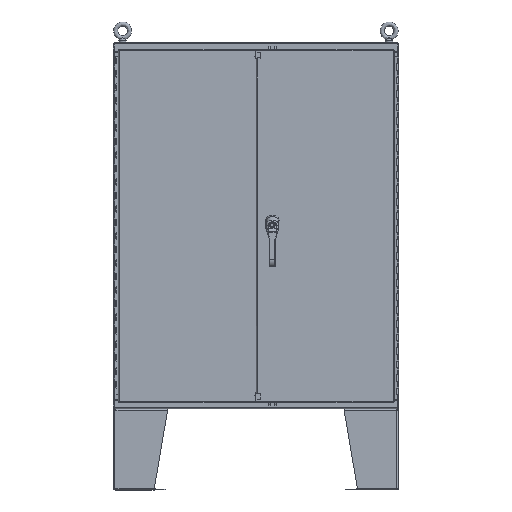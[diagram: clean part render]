
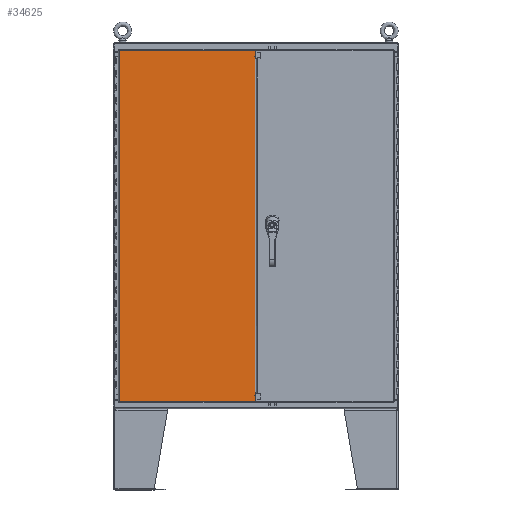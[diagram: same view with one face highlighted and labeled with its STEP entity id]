
A CAD part, top view. The second image highlights one B-rep face of the part: STEP entity #34625.
In plain terms, the highlighted planar face has unit normal (0, 0, 1).
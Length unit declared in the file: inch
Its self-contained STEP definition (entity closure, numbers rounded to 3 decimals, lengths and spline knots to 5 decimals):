
#145 = DIRECTION ( 'NONE',  ( 0., -1., 0. ) ) ;
#1262 = LINE ( 'NONE', #53631, #48167 ) ;
#1285 = DIRECTION ( 'NONE',  ( 0., 0., -1. ) ) ;
#1308 = AXIS2_PLACEMENT_3D ( 'NONE', #19792, #1285, #1489 ) ;
#1405 = EDGE_CURVE ( 'NONE', #35503, #20973, #8487, .T. ) ;
#1489 = DIRECTION ( 'NONE',  ( 1., 0., 0. ) ) ;
#2443 = CARTESIAN_POINT ( 'NONE',  ( 20.945, 52.93772, 9.2268 ) ) ;
#2617 = EDGE_LOOP ( 'NONE', ( #49002, #36243, #30992, #6511, #53977, #45524, #3883, #15962, #4050, #30964, #58202, #43782 ) ) ;
#2722 = CARTESIAN_POINT ( 'NONE',  ( 20.91355, 52.09397, 9.2268 ) ) ;
#2781 = VECTOR ( 'NONE', #51466, 39.37008 ) ;
#3847 = EDGE_CURVE ( 'NONE', #57897, #12338, #16104, .T. ) ;
#3883 = ORIENTED_EDGE ( 'NONE', *, *, #3847, .F. ) ;
#4050 = ORIENTED_EDGE ( 'NONE', *, *, #51989, .F. ) ;
#5619 = VECTOR ( 'NONE', #20100, 39.37008 ) ;
#5697 = CARTESIAN_POINT ( 'NONE',  ( 20.945, 0.87517, 9.2268 ) ) ;
#6511 = ORIENTED_EDGE ( 'NONE', *, *, #1405, .T. ) ;
#7871 = CARTESIAN_POINT ( 'NONE',  ( 20.945, 52.09417, 9.2268 ) ) ;
#8281 = VERTEX_POINT ( 'NONE', #11778 ) ;
#8487 = LINE ( 'NONE', #24494, #5619 ) ;
#10102 = FACE_OUTER_BOUND ( 'NONE', #2617, .T. ) ;
#10635 = VECTOR ( 'NONE', #39313, 39.37008 ) ;
#10837 = EDGE_CURVE ( 'NONE', #12338, #40785, #53804, .T. ) ;
#11739 = CARTESIAN_POINT ( 'NONE',  ( 20.945, 0.87517, 9.2268 ) ) ;
#11778 = CARTESIAN_POINT ( 'NONE',  ( 20.945, 1.84367, 9.2268 ) ) ;
#12120 = VECTOR ( 'NONE', #20425, 39.37008 ) ;
#12338 = VERTEX_POINT ( 'NONE', #7871 ) ;
#12729 = CARTESIAN_POINT ( 'NONE',  ( 0.81995, 1.00012, 9.2268 ) ) ;
#13038 = VERTEX_POINT ( 'NONE', #12729 ) ;
#15870 = CARTESIAN_POINT ( 'NONE',  ( 0.81995, 52.93772, 9.2268 ) ) ;
#15962 = ORIENTED_EDGE ( 'NONE', *, *, #45689, .F. ) ;
#16104 = LINE ( 'NONE', #5697, #56533 ) ;
#16525 = DIRECTION ( 'NONE',  ( 0., -1., 0. ) ) ;
#16773 = LINE ( 'NONE', #53748, #34580 ) ;
#17059 = LINE ( 'NONE', #2722, #10635 ) ;
#17148 = VECTOR ( 'NONE', #16525, 39.37008 ) ;
#17539 = VERTEX_POINT ( 'NONE', #55254 ) ;
#18138 = EDGE_CURVE ( 'NONE', #35503, #27898, #52153, .T. ) ;
#18808 = CARTESIAN_POINT ( 'NONE',  ( 20.91355, 1.84367, 9.2268 ) ) ;
#19115 = VECTOR ( 'NONE', #54232, 39.37008 ) ;
#19621 = DIRECTION ( 'NONE',  ( 0., -1., 0. ) ) ;
#19792 = CARTESIAN_POINT ( 'NONE',  ( 10.82, 26.96892, 9.2268 ) ) ;
#20100 = DIRECTION ( 'NONE',  ( -1., 0., 0. ) ) ;
#20425 = DIRECTION ( 'NONE',  ( -1., 0., 0. ) ) ;
#20936 = VECTOR ( 'NONE', #145, 39.37008 ) ;
#20973 = VERTEX_POINT ( 'NONE', #49172 ) ;
#21389 = LINE ( 'NONE', #55701, #49038 ) ;
#21536 = DIRECTION ( 'NONE',  ( 1., 0., 0. ) ) ;
#24285 = LINE ( 'NONE', #11739, #17148 ) ;
#24494 = CARTESIAN_POINT ( 'NONE',  ( 20.945, 52.09397, 9.2268 ) ) ;
#27898 = VERTEX_POINT ( 'NONE', #47626 ) ;
#28554 = PLANE ( 'NONE',  #1308 ) ;
#30237 = DIRECTION ( 'NONE',  ( 1., 0., 0. ) ) ;
#30964 = ORIENTED_EDGE ( 'NONE', *, *, #56373, .F. ) ;
#30992 = ORIENTED_EDGE ( 'NONE', *, *, #18138, .F. ) ;
#31726 = CARTESIAN_POINT ( 'NONE',  ( 20.91375, 26.96892, 9.2268 ) ) ;
#34580 = VECTOR ( 'NONE', #49194, 39.37008 ) ;
#34625 = ADVANCED_FACE ( 'NONE', ( #10102 ), #28554, .F. ) ;
#35503 = VERTEX_POINT ( 'NONE', #45044 ) ;
#36015 = VERTEX_POINT ( 'NONE', #18808 ) ;
#36243 = ORIENTED_EDGE ( 'NONE', *, *, #40152, .T. ) ;
#37710 = DIRECTION ( 'NONE',  ( 1., 0., 0. ) ) ;
#39313 = DIRECTION ( 'NONE',  ( 0., 1., 0. ) ) ;
#39460 = EDGE_CURVE ( 'NONE', #20973, #40785, #17059, .T. ) ;
#40152 = EDGE_CURVE ( 'NONE', #17539, #27898, #1262, .T. ) ;
#40507 = CARTESIAN_POINT ( 'NONE',  ( 20.91355, 52.09417, 9.2268 ) ) ;
#40785 = VERTEX_POINT ( 'NONE', #40507 ) ;
#41177 = CARTESIAN_POINT ( 'NONE',  ( 10.82, 52.09417, 9.2268 ) ) ;
#41870 = LINE ( 'NONE', #46312, #2781 ) ;
#43083 = VERTEX_POINT ( 'NONE', #47938 ) ;
#43782 = ORIENTED_EDGE ( 'NONE', *, *, #58600, .F. ) ;
#44395 = VERTEX_POINT ( 'NONE', #15870 ) ;
#45044 = CARTESIAN_POINT ( 'NONE',  ( 20.91375, 52.09397, 9.2268 ) ) ;
#45524 = ORIENTED_EDGE ( 'NONE', *, *, #10837, .F. ) ;
#45689 = EDGE_CURVE ( 'NONE', #44395, #57897, #21389, .T. ) ;
#46312 = CARTESIAN_POINT ( 'NONE',  ( 20.91355, 1.84367, 9.2268 ) ) ;
#46383 = EDGE_CURVE ( 'NONE', #36015, #17539, #41870, .T. ) ;
#47626 = CARTESIAN_POINT ( 'NONE',  ( 20.91375, 1.84387, 9.2268 ) ) ;
#47938 = CARTESIAN_POINT ( 'NONE',  ( 20.945, 1.00012, 9.2268 ) ) ;
#48167 = VECTOR ( 'NONE', #21536, 39.37008 ) ;
#49002 = ORIENTED_EDGE ( 'NONE', *, *, #46383, .T. ) ;
#49028 = LINE ( 'NONE', #57185, #53963 ) ;
#49038 = VECTOR ( 'NONE', #37710, 39.37008 ) ;
#49172 = CARTESIAN_POINT ( 'NONE',  ( 20.91355, 52.09397, 9.2268 ) ) ;
#49194 = DIRECTION ( 'NONE',  ( 0., 1., 0. ) ) ;
#51466 = DIRECTION ( 'NONE',  ( 0., 1., 0. ) ) ;
#51989 = EDGE_CURVE ( 'NONE', #13038, #44395, #16773, .T. ) ;
#52153 = LINE ( 'NONE', #31726, #20936 ) ;
#53631 = CARTESIAN_POINT ( 'NONE',  ( 20.91355, 1.84387, 9.2268 ) ) ;
#53748 = CARTESIAN_POINT ( 'NONE',  ( 0.81995, 26.96892, 9.2268 ) ) ;
#53804 = LINE ( 'NONE', #41177, #19115 ) ;
#53963 = VECTOR ( 'NONE', #30237, 39.37008 ) ;
#53977 = ORIENTED_EDGE ( 'NONE', *, *, #39460, .T. ) ;
#54232 = DIRECTION ( 'NONE',  ( -1., 0., 0. ) ) ;
#55254 = CARTESIAN_POINT ( 'NONE',  ( 20.91355, 1.84387, 9.2268 ) ) ;
#55701 = CARTESIAN_POINT ( 'NONE',  ( 10.82, 52.93772, 9.2268 ) ) ;
#55939 = EDGE_CURVE ( 'NONE', #8281, #43083, #24285, .T. ) ;
#56075 = LINE ( 'NONE', #57088, #12120 ) ;
#56373 = EDGE_CURVE ( 'NONE', #43083, #13038, #56075, .T. ) ;
#56533 = VECTOR ( 'NONE', #19621, 39.37008 ) ;
#57088 = CARTESIAN_POINT ( 'NONE',  ( 10.82, 1.00012, 9.2268 ) ) ;
#57185 = CARTESIAN_POINT ( 'NONE',  ( 10.82, 1.84367, 9.2268 ) ) ;
#57897 = VERTEX_POINT ( 'NONE', #2443 ) ;
#58202 = ORIENTED_EDGE ( 'NONE', *, *, #55939, .F. ) ;
#58600 = EDGE_CURVE ( 'NONE', #36015, #8281, #49028, .T. ) ;
